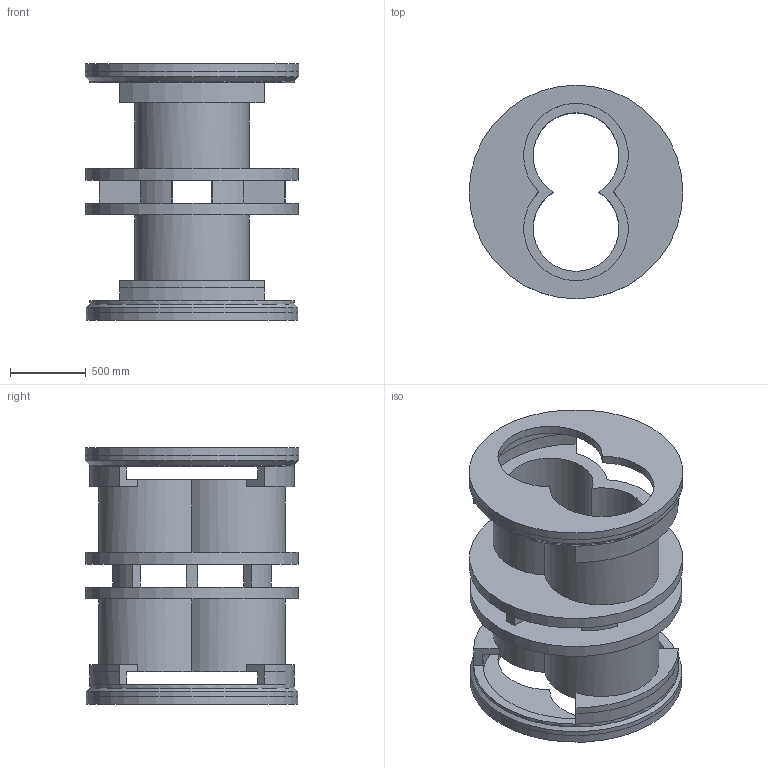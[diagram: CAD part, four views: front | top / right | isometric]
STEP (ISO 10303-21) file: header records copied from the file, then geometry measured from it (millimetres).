
FILE_DESCRIPTION(('Open CASCADE Model'),'2;1');
FILE_NAME('Open CASCADE Shape Model','2025-08-01T11:40:27',('Author'),( 'Open CASCADE'),'Open CASCADE STEP processor 7.7','Open CASCADE 7.7' ,'Unknown');
FILE_SCHEMA(('AUTOMOTIVE_DESIGN { 1 0 10303 214 1 1 1 1 }'));
Length unit declared in the file: millimetre
Products named in the file (1): Open CASCADE STEP translator 7.7 43
Bounding box: 1415 x 1415 x 1700 mm (x, y, z)
Volume: 647213066.7 mm3; surface area: 18460626.7 mm2
Topology: 1 solids, 1 shells, 84 faces, 226 edges, 144 vertices
Faces by surface type: cylinder 44, plane 38, cone 2
Full cylindrical faces by diameter (mm): 1232 x2, 1356 x2, 1400 x2, 1405 x1, 1410 x1, 1415 x2
Entity records: 5701 total; most frequent: CARTESIAN_POINT 1174, DIRECTION 863, ORIENTED_EDGE 452, PCURVE 452, DEFINITIONAL_REPRESENTATION 452, LINE 445, VECTOR 445, EDGE_CURVE 226
